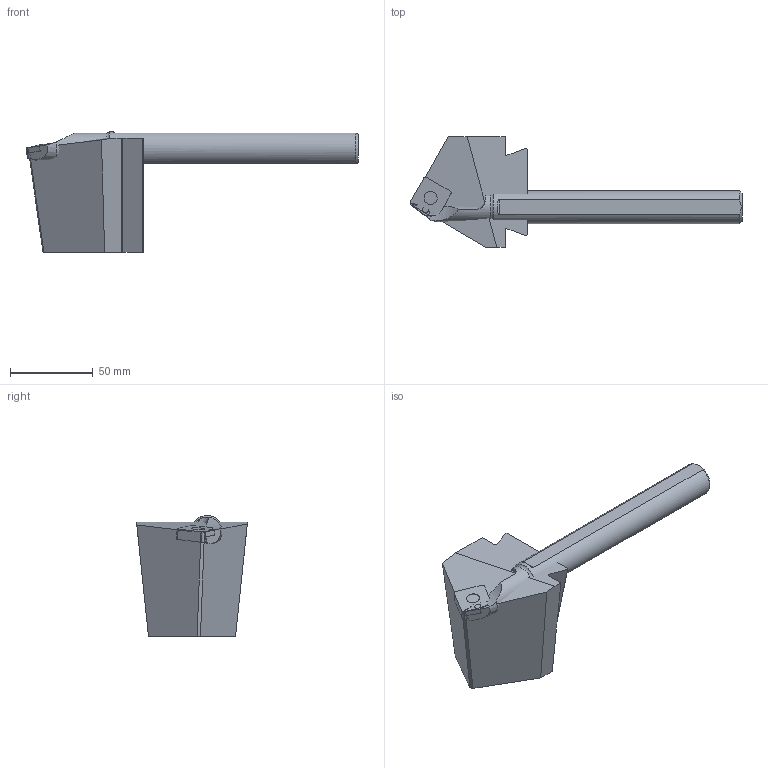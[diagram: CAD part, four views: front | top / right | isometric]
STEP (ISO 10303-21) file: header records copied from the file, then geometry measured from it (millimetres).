
FILE_DESCRIPTION(/* description */ (''),/* implementation_level */ '2;1');
FILE_NAME(/* name */ 'A20RSVJBL11_SIM.stp',/* time_stamp */ '2022-10-12T11:13:32+02:00',/* author */ (''),/* organization */ (''),/* preprocessor_version */ 'ST-DEVELOPER v16.7',/* originating_system */ 'SIEMENS PLM Software NX 12.0',/* authorisation */ '');
FILE_SCHEMA (('AUTOMOTIVE_DESIGN { 1 0 10303 214 3 1 1 1 }'));
Length unit declared in the file: millimetre
Products named in the file (1): model1
Bounding box: 200.4 x 67 x 73.01 mm (x, y, z)
Volume: 239267.6 mm3; surface area: 34110.6 mm2
Topology: 4 solids, 4 shells, 57 faces, 144 edges, 95 vertices
Faces by surface type: plane 33, cylinder 15, cone 4, torus 3, bspline 2
Full cylindrical faces by diameter (mm): 2.8 x1, 3.8 x1, 7.94 x1, 18 x1, 20 x1
Entity records: 1797 total; most frequent: CARTESIAN_POINT 432, ORIENTED_EDGE 266, DIRECTION 260, EDGE_CURVE 133, VERTEX_POINT 92, AXIS2_PLACEMENT_3D 89, LINE 82, VECTOR 82
